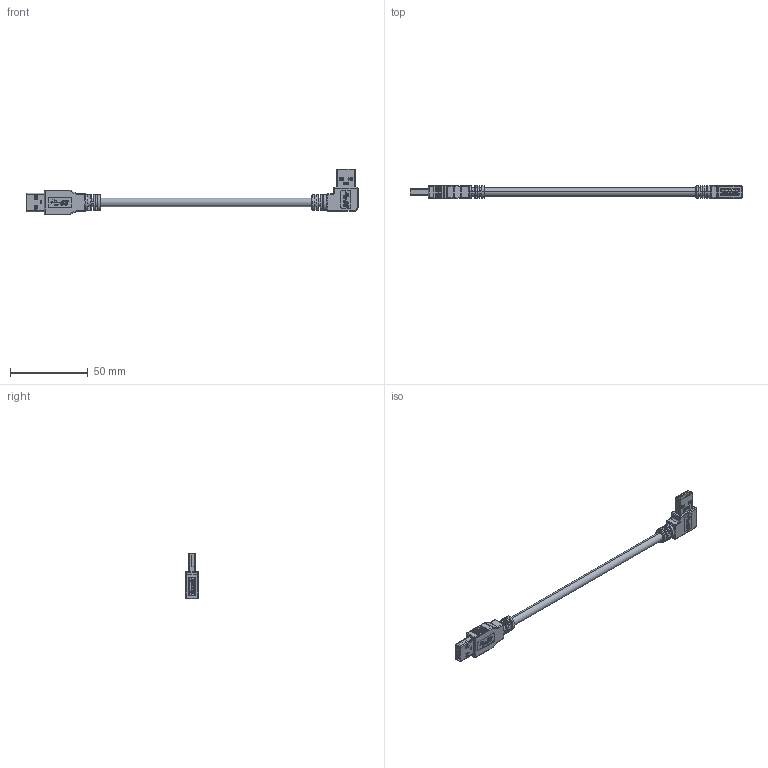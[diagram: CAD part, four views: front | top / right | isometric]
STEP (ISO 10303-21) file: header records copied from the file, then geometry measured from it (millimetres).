
FILE_DESCRIPTION (( 'STEP AP203' ), '1' );
FILE_NAME ('CA3A-90LA.STEP', '2016-10-10T13:56:33', ( 'x' ), ( '' ), 'SwSTEP 2.0', 'SolidWorks 2014', '' );
FILE_SCHEMA (( 'CONFIG_CONTROL_DESIGN' ));
Length unit declared in the file: inch
Products named in the file (15): MTN-906; 1AA05-046-MA1; MTN-905_LEFT WITH LOGO; 1AA05-046-MA2_Without Crimp; CA3A-90LA; MTN-594_NO CABLE; MTN-905_Left - with logo; 3AC08-027; 1AA05-072-MA2___; 1AA05-046-MA3; 1AA05-072-MA1___; MTN-593; 1AA05-072___
Assembly tree (14 placements, depth 4):
  CA3A-90LA
    3AC08-027
    MTN-594_NO CABLE
      MTN-593
        1AA05-046-MA3
        MTN-593
      1AA05-046-MA1
      1AA05-046-MA2_Without Crimp
      MTN-594_NO CABLE
    MTN-905_LEFT WITH LOGO
      MTN-905_Left - with logo
      1AA05-072___
        1AA05-072-MA2___
        1AA05-072-MA1___
      MTN-906
Bounding box: 214.2 x 8 x 29.47 mm (x, y, z)
Volume: 11674.1 mm3; surface area: 12647.2 mm2
Topology: 28 solids, 28 shells, 2344 faces, 6296 edges, 4092 vertices
Faces by surface type: plane 1653, cylinder 395, bspline 240, torus 30, sphere 26
Entity records: 84457 total; most frequent: CARTESIAN_POINT 25535, ORIENTED_EDGE 12512, DIRECTION 10734, EDGE_CURVE 6256, LINE 4820, VECTOR 4820, VERTEX_POINT 4092, AXIS2_PLACEMENT_3D 2957
